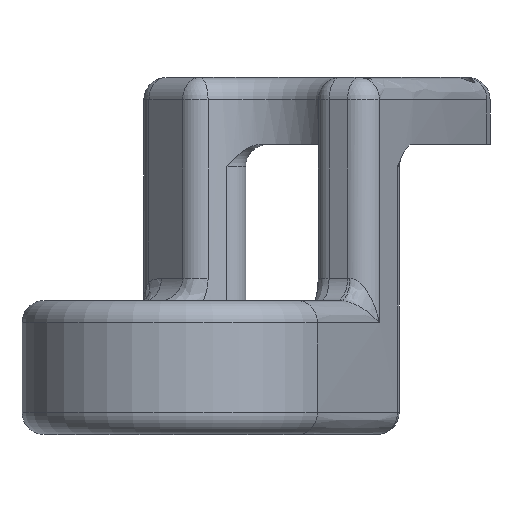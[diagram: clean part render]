
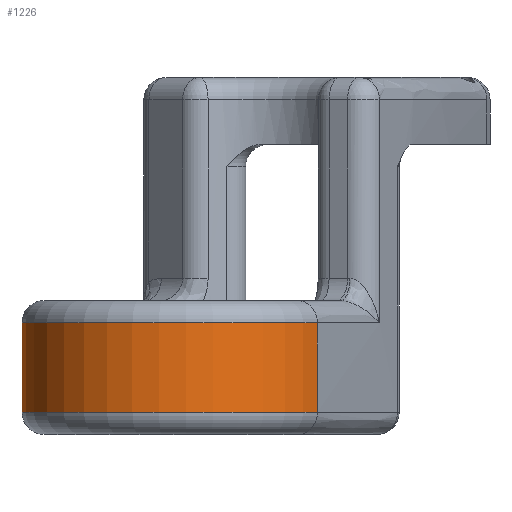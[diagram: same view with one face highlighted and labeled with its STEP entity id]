
A CAD part, front view. The second image highlights one B-rep face of the part: STEP entity #1226.
In plain terms, the highlighted cylindrical face has radius 14 mm (diameter 28 mm), a partial arc.
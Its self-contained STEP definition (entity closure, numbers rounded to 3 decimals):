
#52=CYLINDRICAL_SURFACE('',#1343,14.);
#104=FACE_OUTER_BOUND('',#195,.T.);
#195=EDGE_LOOP('',(#877,#878,#879,#880));
#299=CIRCLE('',#1344,14.);
#300=CIRCLE('',#1345,14.);
#411=LINE('',#2121,#470);
#417=LINE('',#2223,#476);
#470=VECTOR('',#1544,8.);
#476=VECTOR('',#1554,8.);
#554=VERTEX_POINT('',#2119);
#555=VERTEX_POINT('',#2120);
#564=VERTEX_POINT('',#2217);
#565=VERTEX_POINT('',#2222);
#664=EDGE_CURVE('',#554,#555,#411,.T.);
#677=EDGE_CURVE('',#565,#564,#417,.T.);
#681=EDGE_CURVE('',#564,#555,#299,.F.);
#682=EDGE_CURVE('',#554,#565,#300,.T.);
#877=ORIENTED_EDGE('',*,*,#677,.T.);
#878=ORIENTED_EDGE('',*,*,#681,.T.);
#879=ORIENTED_EDGE('',*,*,#664,.F.);
#880=ORIENTED_EDGE('',*,*,#682,.T.);
#1226=ADVANCED_FACE('',(#104),#52,.T.);
#1343=AXIS2_PLACEMENT_3D('',#2419,#1556,#1557);
#1344=AXIS2_PLACEMENT_3D('',#2420,#1558,#1559);
#1345=AXIS2_PLACEMENT_3D('',#2421,#1560,#1561);
#1544=DIRECTION('',(0.,0.,-1.));
#1554=DIRECTION('',(0.,0.,-1.));
#1556=DIRECTION('center_axis',(0.,0.,-1.));
#1557=DIRECTION('ref_axis',(-1.,0.,0.));
#1558=DIRECTION('center_axis',(0.,0.,-1.));
#1559=DIRECTION('ref_axis',(-1.,0.,0.));
#1560=DIRECTION('center_axis',(0.,0.,-1.));
#1561=DIRECTION('ref_axis',(-1.,0.,0.));
#2119=CARTESIAN_POINT('',(-5.512,-43.328,-16.));
#2120=CARTESIAN_POINT('',(-5.512,-43.328,-24.));
#2121=CARTESIAN_POINT('',(-5.512,-43.328,-16.));
#2217=CARTESIAN_POINT('',(-30.471,-30.639,-24.));
#2222=CARTESIAN_POINT('',(-30.471,-30.639,-16.));
#2223=CARTESIAN_POINT('',(-30.471,-30.639,-16.));
#2419=CARTESIAN_POINT('Origin',(-18.,-37.,6.));
#2420=CARTESIAN_POINT('Origin',(-18.,-37.,-24.));
#2421=CARTESIAN_POINT('Origin',(-18.,-37.,-16.));
